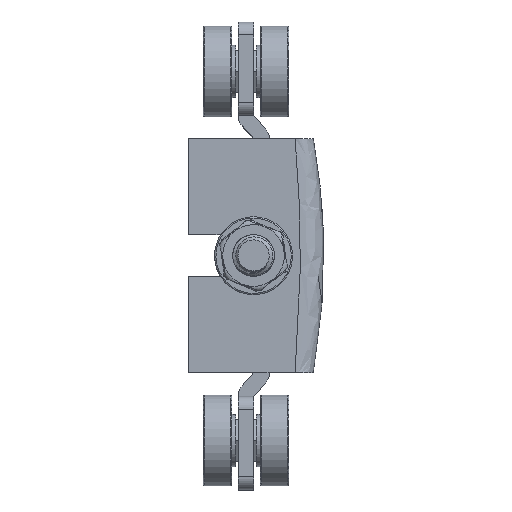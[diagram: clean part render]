
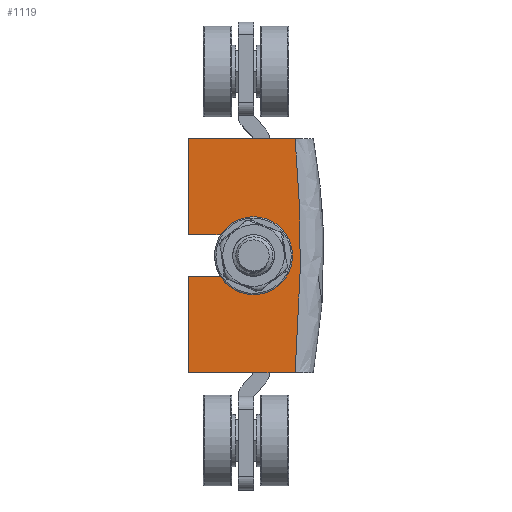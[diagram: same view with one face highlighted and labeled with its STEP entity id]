
A CAD part, top view. The second image highlights one B-rep face of the part: STEP entity #1119.
In plain terms, the highlighted planar face has unit normal (0, 0, 1).
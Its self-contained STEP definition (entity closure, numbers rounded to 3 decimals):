
#470=CARTESIAN_POINT('',(-28.993,-45.,76.));
#471=VERTEX_POINT('',#470);
#478=CARTESIAN_POINT('',(12.007,-45.,76.));
#479=VERTEX_POINT('',#478);
#480=CARTESIAN_POINT('',(12.007,-45.,76.));
#481=DIRECTION('',(-1.0,0.0,0.0));
#482=VECTOR('',#481,41.0);
#483=LINE('',#480,#482);
#484=EDGE_CURVE('',#479,#471,#483,.T.);
#598=CARTESIAN_POINT('',(-28.993,-98.,76.));
#599=VERTEX_POINT('',#598);
#606=CARTESIAN_POINT('',(-3.993,-98.,76.));
#607=VERTEX_POINT('',#606);
#608=CARTESIAN_POINT('',(-3.993,-98.,76.));
#609=DIRECTION('',(-1.0,0.0,0.0));
#610=VECTOR('',#609,25.0);
#611=LINE('',#608,#610);
#612=EDGE_CURVE('',#607,#599,#611,.T.);
#631=CARTESIAN_POINT('',(-3.993,-82.,76.));
#632=VERTEX_POINT('',#631);
#633=CARTESIAN_POINT('',(-3.993,-90.,76.));
#634=DIRECTION('',(0.0,0.0,-1.0));
#635=DIRECTION('',(0.0,-1.0,0.0));
#636=AXIS2_PLACEMENT_3D('',#633,#634,#635);
#637=CIRCLE('',#636,8.);
#638=EDGE_CURVE('',#632,#607,#637,.T.);
#656=CARTESIAN_POINT('',(-28.993,-82.,76.));
#657=VERTEX_POINT('',#656);
#658=CARTESIAN_POINT('',(-28.993,-82.,76.));
#659=DIRECTION('',(1.0,0.0,0.0));
#660=VECTOR('',#659,25.);
#661=LINE('',#658,#660);
#662=EDGE_CURVE('',#657,#632,#661,.T.);
#680=CARTESIAN_POINT('',(-28.993,-45.,76.));
#681=DIRECTION('',(0.0,-1.0,0.0));
#682=VECTOR('',#681,37.0);
#683=LINE('',#680,#682);
#684=EDGE_CURVE('',#471,#657,#683,.T.);
#700=CARTESIAN_POINT('',(-28.993,-135.,76.));
#701=VERTEX_POINT('',#700);
#708=CARTESIAN_POINT('',(-28.993,-98.,76.));
#709=DIRECTION('',(0.0,-1.0,0.0));
#710=VECTOR('',#709,37.0);
#711=LINE('',#708,#710);
#712=EDGE_CURVE('',#599,#701,#711,.T.);
#765=CARTESIAN_POINT('',(12.007,-135.,76.));
#766=VERTEX_POINT('',#765);
#774=CARTESIAN_POINT('',(12.007,-135.,76.));
#775=DIRECTION('',(-1.0,0.0,0.0));
#776=VECTOR('',#775,41.0);
#777=LINE('',#774,#776);
#778=EDGE_CURVE('',#766,#701,#777,.T.);
#1092=CARTESIAN_POINT('',(12.007,-135.,76.));
#1093=CARTESIAN_POINT('',(13.34,-120.,76.));
#1094=CARTESIAN_POINT('',(14.007,-105.,76.));
#1095=CARTESIAN_POINT('',(14.007,-75.,76.));
#1096=CARTESIAN_POINT('',(13.34,-60.,76.));
#1097=CARTESIAN_POINT('',(12.007,-45.,76.));
#1098=B_SPLINE_CURVE_WITH_KNOTS('',3,(#1092,#1093,#1094,#1095,#1096,#1097),.UNSPECIFIED.,.F.,.U.,(4,2,4),(0.0,0.5,1.0),.UNSPECIFIED.);
#1099=EDGE_CURVE('',#766,#479,#1098,.T.);
#1104=CARTESIAN_POINT('',(12.007,-135.,76.));
#1105=DIRECTION('',(0.0,0.0,-1.0));
#1106=DIRECTION('',(0.0,-1.0,0.0));
#1107=AXIS2_PLACEMENT_3D('',#1104,#1105,#1106);
#1108=PLANE('',#1107);
#1109=ORIENTED_EDGE('',*,*,#612,.T.);
#1110=ORIENTED_EDGE('',*,*,#712,.T.);
#1111=ORIENTED_EDGE('',*,*,#778,.F.);
#1112=ORIENTED_EDGE('',*,*,#1099,.T.);
#1113=ORIENTED_EDGE('',*,*,#484,.T.);
#1114=ORIENTED_EDGE('',*,*,#684,.T.);
#1115=ORIENTED_EDGE('',*,*,#662,.T.);
#1116=ORIENTED_EDGE('',*,*,#638,.T.);
#1117=EDGE_LOOP('',(#1109,#1110,#1111,#1112,#1113,#1114,#1115,#1116));
#1118=FACE_OUTER_BOUND('',#1117,.T.);
#1119=ADVANCED_FACE('',(#1118),#1108,.F.);
